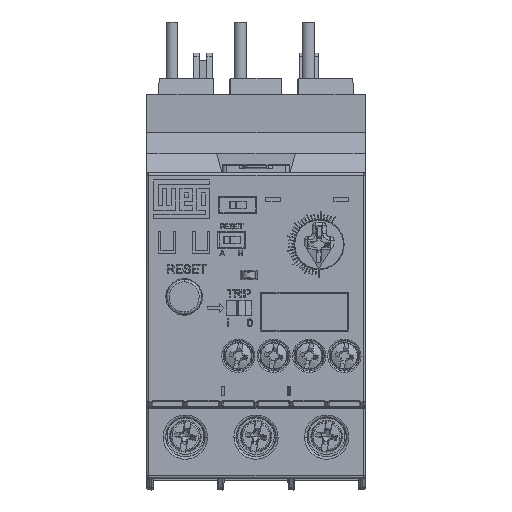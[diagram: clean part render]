
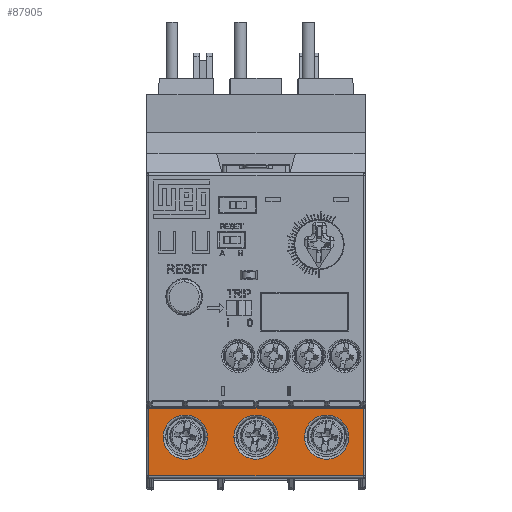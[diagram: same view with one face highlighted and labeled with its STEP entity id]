
A CAD part, top view. The second image highlights one B-rep face of the part: STEP entity #87905.
In plain terms, the highlighted planar face has unit normal (0, 0, 1).
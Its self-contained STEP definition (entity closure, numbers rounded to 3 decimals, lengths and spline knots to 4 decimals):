
#124 = CARTESIAN_POINT ( 'NONE',  ( -0.865, -0.877, -0.9705 ) ) ;
#785 = CARTESIAN_POINT ( 'NONE',  ( -0.7492, -1.468, -0.9705 ) ) ;
#1428 = VERTEX_POINT ( 'NONE', #42771 ) ;
#2666 = CARTESIAN_POINT ( 'NONE',  ( -0.7492, -0.7547, -0.9705 ) ) ;
#3755 = EDGE_CURVE ( 'NONE', #52979, #1428, #84203, .T. ) ;
#6375 = ORIENTED_EDGE ( 'NONE', *, *, #3755, .F. ) ;
#7972 = CARTESIAN_POINT ( 'NONE',  ( -0.3925, -1.1113, -0.9705 ) ) ;
#10381 = CARTESIAN_POINT ( 'NONE',  ( 0.7492, -1.1113, -0.9705 ) ) ;
#10682 = VECTOR ( 'NONE', #79554, 39.3701 ) ;
#10717 = CARTESIAN_POINT ( 'NONE',  ( 0.1783, -0.7547, -0.9705 ) ) ;
#11793 = ORIENTED_EDGE ( 'NONE', *, *, #61502, .F. ) ;
#11954 = CARTESIAN_POINT ( 'NONE',  ( -0.7492, -1.1113, -0.9705 ) ) ;
#14116 = FACE_BOUND ( 'NONE', #77595, .T. ) ;
#15046 =( BOUNDED_CURVE ( )  B_SPLINE_CURVE ( 3, ( #91436, #53483, #39120, #37088 ),
 .UNSPECIFIED., .F., .F. ) 
 B_SPLINE_CURVE_WITH_KNOTS ( ( 4, 4 ),
 ( 0., 1. ),
 .UNSPECIFIED. ) 
 CURVE ( )  GEOMETRIC_REPRESENTATION_ITEM ( )  RATIONAL_B_SPLINE_CURVE ( ( 0.958, 0.319, 0.319, 0.958 ) ) 
 REPRESENTATION_ITEM ( '' )  );
#16332 = CARTESIAN_POINT ( 'NONE',  ( 0.7492, -1.1113, -0.9705 ) ) ;
#16866 = LINE ( 'NONE', #39405, #66964 ) ;
#17531 = ORIENTED_EDGE ( 'NONE', *, *, #25052, .F. ) ;
#17591 = CARTESIAN_POINT ( 'NONE',  ( -0.3925, -0.7547, -0.9705 ) ) ;
#18821 = LINE ( 'NONE', #25514, #95108 ) ;
#19085 = EDGE_CURVE ( 'NONE', #69616, #84749, #67980, .T. ) ;
#20785 = PLANE ( 'NONE',  #98400 ) ;
#21308 = DIRECTION ( 'NONE',  ( -1., 0., 0. ) ) ;
#22168 = ORIENTED_EDGE ( 'NONE', *, *, #95855, .F. ) ;
#23494 = EDGE_CURVE ( 'NONE', #84749, #69616, #15046, .T. ) ;
#25052 = EDGE_CURVE ( 'NONE', #86803, #43532, #70729, .T. ) ;
#25427 = EDGE_CURVE ( 'NONE', #63938, #84650, #16866, .T. ) ;
#25514 = CARTESIAN_POINT ( 'NONE',  ( 0.865, -1.4251, -0.9705 ) ) ;
#25574 = EDGE_LOOP ( 'NONE', ( #77827, #93067, #17531, #59786 ) ) ;
#29602 = VERTEX_POINT ( 'NONE', #35305 ) ;
#32204 = CARTESIAN_POINT ( 'NONE',  ( 0.3925, -1.468, -0.9705 ) ) ;
#32975 = CARTESIAN_POINT ( 'NONE',  ( -0.3925, -1.1113, -0.9705 ) ) ;
#33943 = CARTESIAN_POINT ( 'NONE',  ( -0.7492, -1.1113, -0.9705 ) ) ;
#35305 = CARTESIAN_POINT ( 'NONE',  ( 0.1783, -1.1113, -0.9705 ) ) ;
#35439 = VERTEX_POINT ( 'NONE', #94503 ) ;
#36676 = FACE_BOUND ( 'NONE', #39193, .T. ) ;
#37088 = CARTESIAN_POINT ( 'NONE',  ( 0.3925, -1.1113, -0.9705 ) ) ;
#39120 = CARTESIAN_POINT ( 'NONE',  ( 0.3925, -0.7547, -0.9705 ) ) ;
#39193 = EDGE_LOOP ( 'NONE', ( #22168, #11793 ) ) ;
#39405 = CARTESIAN_POINT ( 'NONE',  ( -0.865, -1.4251, -0.9705 ) ) ;
#39587 = ORIENTED_EDGE ( 'NONE', *, *, #51615, .F. ) ;
#41600 = LINE ( 'NONE', #63642, #10682 ) ;
#42439 = DIRECTION ( 'NONE',  ( 0., -1., 0. ) ) ;
#42771 = CARTESIAN_POINT ( 'NONE',  ( -0.3925, -1.1113, -0.9705 ) ) ;
#43532 = VERTEX_POINT ( 'NONE', #58409 ) ;
#44028 = ORIENTED_EDGE ( 'NONE', *, *, #19085, .F. ) ;
#46153 = CARTESIAN_POINT ( 'NONE',  ( -0.865, -1.4251, -0.9705 ) ) ;
#48136 = CARTESIAN_POINT ( 'NONE',  ( 0.1783, -1.1113, -0.9705 ) ) ;
#48623 = CARTESIAN_POINT ( 'NONE',  ( -0.1783, -1.1113, -0.9705 ) ) ;
#51615 = EDGE_CURVE ( 'NONE', #1428, #52979, #69083, .T. ) ;
#52979 = VERTEX_POINT ( 'NONE', #11954 ) ;
#53483 = CARTESIAN_POINT ( 'NONE',  ( 0.7492, -0.7547, -0.9705 ) ) ;
#53700 = CARTESIAN_POINT ( 'NONE',  ( -0.1783, -1.468, -0.9705 ) ) ;
#58409 = CARTESIAN_POINT ( 'NONE',  ( 0.865, -1.4251, -0.9705 ) ) ;
#59786 = ORIENTED_EDGE ( 'NONE', *, *, #95360, .F. ) ;
#60510 =( BOUNDED_CURVE ( )  B_SPLINE_CURVE ( 3, ( #76773, #53700, #68060, #61888 ),
 .UNSPECIFIED., .F., .F. ) 
 B_SPLINE_CURVE_WITH_KNOTS ( ( 4, 4 ),
 ( 0., 1. ),
 .UNSPECIFIED. ) 
 CURVE ( )  GEOMETRIC_REPRESENTATION_ITEM ( )  RATIONAL_B_SPLINE_CURVE ( ( 0.958, 0.319, 0.319, 0.958 ) ) 
 REPRESENTATION_ITEM ( '' )  );
#61502 = EDGE_CURVE ( 'NONE', #29602, #35439, #70590, .T. ) ;
#61888 = CARTESIAN_POINT ( 'NONE',  ( 0.1783, -1.1113, -0.9705 ) ) ;
#62706 = ORIENTED_EDGE ( 'NONE', *, *, #23494, .F. ) ;
#62962 = DIRECTION ( 'NONE',  ( 0., 1., 0. ) ) ;
#63431 = CARTESIAN_POINT ( 'NONE',  ( 0.7492, -1.468, -0.9705 ) ) ;
#63642 = CARTESIAN_POINT ( 'NONE',  ( 0.8965, -0.877, -0.9705 ) ) ;
#63938 = VERTEX_POINT ( 'NONE', #46153 ) ;
#65237 = VECTOR ( 'NONE', #42439, 39.3701 ) ;
#66964 = VECTOR ( 'NONE', #62962, 39.3701 ) ;
#67400 = CARTESIAN_POINT ( 'NONE',  ( 0.3925, -1.1113, -0.9705 ) ) ;
#67456 = EDGE_LOOP ( 'NONE', ( #44028, #62706 ) ) ;
#67980 =( BOUNDED_CURVE ( )  B_SPLINE_CURVE ( 3, ( #72675, #32204, #63431, #16332 ),
 .UNSPECIFIED., .F., .F. ) 
 B_SPLINE_CURVE_WITH_KNOTS ( ( 4, 4 ),
 ( 0., 1. ),
 .UNSPECIFIED. ) 
 CURVE ( )  GEOMETRIC_REPRESENTATION_ITEM ( )  RATIONAL_B_SPLINE_CURVE ( ( 0.958, 0.319, 0.319, 0.958 ) ) 
 REPRESENTATION_ITEM ( '' )  );
#68060 = CARTESIAN_POINT ( 'NONE',  ( 0.1783, -1.468, -0.9705 ) ) ;
#69083 =( BOUNDED_CURVE ( )  B_SPLINE_CURVE ( 3, ( #32975, #17591, #2666, #33943 ),
 .UNSPECIFIED., .F., .F. ) 
 B_SPLINE_CURVE_WITH_KNOTS ( ( 4, 4 ),
 ( 0., 1. ),
 .UNSPECIFIED. ) 
 CURVE ( )  GEOMETRIC_REPRESENTATION_ITEM ( )  RATIONAL_B_SPLINE_CURVE ( ( 0.958, 0.319, 0.319, 0.958 ) ) 
 REPRESENTATION_ITEM ( '' )  );
#69616 = VERTEX_POINT ( 'NONE', #67400 ) ;
#69936 = FACE_BOUND ( 'NONE', #67456, .T. ) ;
#70590 =( BOUNDED_CURVE ( )  B_SPLINE_CURVE ( 3, ( #48136, #10717, #79414, #48623 ),
 .UNSPECIFIED., .F., .T. ) 
 B_SPLINE_CURVE_WITH_KNOTS ( ( 4, 4 ),
 ( 0., 1. ),
 .UNSPECIFIED. ) 
 CURVE ( )  GEOMETRIC_REPRESENTATION_ITEM ( )  RATIONAL_B_SPLINE_CURVE ( ( 0.958, 0.319, 0.319, 0.958 ) ) 
 REPRESENTATION_ITEM ( '' )  );
#70729 = LINE ( 'NONE', #96311, #65237 ) ;
#72675 = CARTESIAN_POINT ( 'NONE',  ( 0.3925, -1.1113, -0.9705 ) ) ;
#73547 = EDGE_CURVE ( 'NONE', #43532, #63938, #18821, .T. ) ;
#76619 = FACE_OUTER_BOUND ( 'NONE', #25574, .T. ) ;
#76773 = CARTESIAN_POINT ( 'NONE',  ( -0.1783, -1.1113, -0.9705 ) ) ;
#77182 = CARTESIAN_POINT ( 'NONE',  ( -0.3925, -1.468, -0.9705 ) ) ;
#77595 = EDGE_LOOP ( 'NONE', ( #6375, #39587 ) ) ;
#77827 = ORIENTED_EDGE ( 'NONE', *, *, #25427, .F. ) ;
#79414 = CARTESIAN_POINT ( 'NONE',  ( -0.1783, -0.7547, -0.9705 ) ) ;
#79554 = DIRECTION ( 'NONE',  ( 1., 0., 0. ) ) ;
#80283 = CARTESIAN_POINT ( 'NONE',  ( 0.865, -0.877, -0.9705 ) ) ;
#81311 = DIRECTION ( 'NONE',  ( -1., 0., 0. ) ) ;
#84203 =( BOUNDED_CURVE ( )  B_SPLINE_CURVE ( 3, ( #93584, #785, #77182, #7972 ),
 .UNSPECIFIED., .F., .T. ) 
 B_SPLINE_CURVE_WITH_KNOTS ( ( 4, 4 ),
 ( 0., 1. ),
 .UNSPECIFIED. ) 
 CURVE ( )  GEOMETRIC_REPRESENTATION_ITEM ( )  RATIONAL_B_SPLINE_CURVE ( ( 0.958, 0.319, 0.319, 0.958 ) ) 
 REPRESENTATION_ITEM ( '' )  );
#84650 = VERTEX_POINT ( 'NONE', #124 ) ;
#84749 = VERTEX_POINT ( 'NONE', #10381 ) ;
#86803 = VERTEX_POINT ( 'NONE', #80283 ) ;
#87905 = ADVANCED_FACE ( 'NONE', ( #14116, #36676, #69936, #76619 ), #20785, .F. ) ;
#91436 = CARTESIAN_POINT ( 'NONE',  ( 0.7492, -1.1113, -0.9705 ) ) ;
#91509 = CARTESIAN_POINT ( 'NONE',  ( 0.865, -1.4251, -0.9705 ) ) ;
#93067 = ORIENTED_EDGE ( 'NONE', *, *, #73547, .F. ) ;
#93584 = CARTESIAN_POINT ( 'NONE',  ( -0.7492, -1.1113, -0.9705 ) ) ;
#94503 = CARTESIAN_POINT ( 'NONE',  ( -0.1783, -1.1113, -0.9705 ) ) ;
#95108 = VECTOR ( 'NONE', #81311, 39.3701 ) ;
#95360 = EDGE_CURVE ( 'NONE', #84650, #86803, #41600, .T. ) ;
#95855 = EDGE_CURVE ( 'NONE', #35439, #29602, #60510, .T. ) ;
#96311 = CARTESIAN_POINT ( 'NONE',  ( 0.865, -1.4251, -0.9705 ) ) ;
#98400 = AXIS2_PLACEMENT_3D ( 'NONE', #91509, #101215, #21308 ) ;
#101215 = DIRECTION ( 'NONE',  ( 0., 0., -1. ) ) ;
